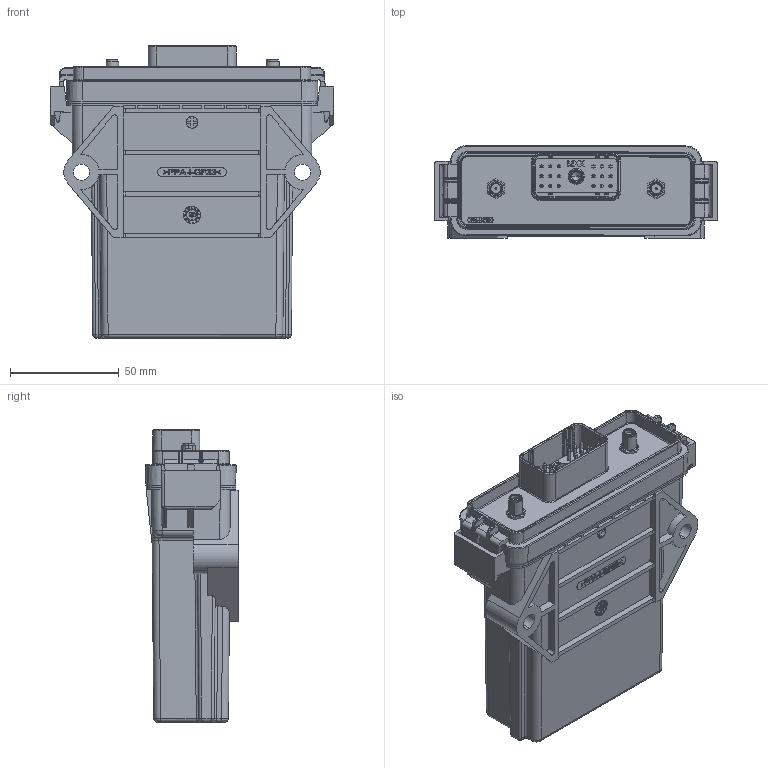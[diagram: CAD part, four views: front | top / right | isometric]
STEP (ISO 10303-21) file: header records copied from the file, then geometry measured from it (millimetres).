
FILE_DESCRIPTION (( 'STEP AP203' ), '1' );
FILE_NAME ('FT10_Telematics.STEP', '2022-03-22T17:46:09', ( '' ), ( '' ), 'SwSTEP 2.0', 'SolidWorks 2019', '' );
FILE_SCHEMA (( 'CONFIG_CONTROL_DESIGN' ));
Length unit declared in the file: millimetre
Products named in the file (3): Enclosure; FT10_Telematics; Connector
Assembly tree (2 placements, depth 2):
  FT10_Telematics
    Enclosure
    Connector
Bounding box: 130.25 x 42.45 x 134.39 mm (x, y, z)
Volume: 138056.1 mm3; surface area: 130229.9 mm2
Topology: 5 solids, 5 shells, 4750 faces, 12859 edges, 8199 vertices
Faces by surface type: plane 3181, cylinder 790, bspline 629, cone 144, torus 6
Entity records: 184692 total; most frequent: CARTESIAN_POINT 72947, ORIENTED_EDGE 25592, DIRECTION 19192, EDGE_CURVE 12796, VECTOR 8410, LINE 8410, VERTEX_POINT 8199, AXIS2_PLACEMENT_3D 5391
